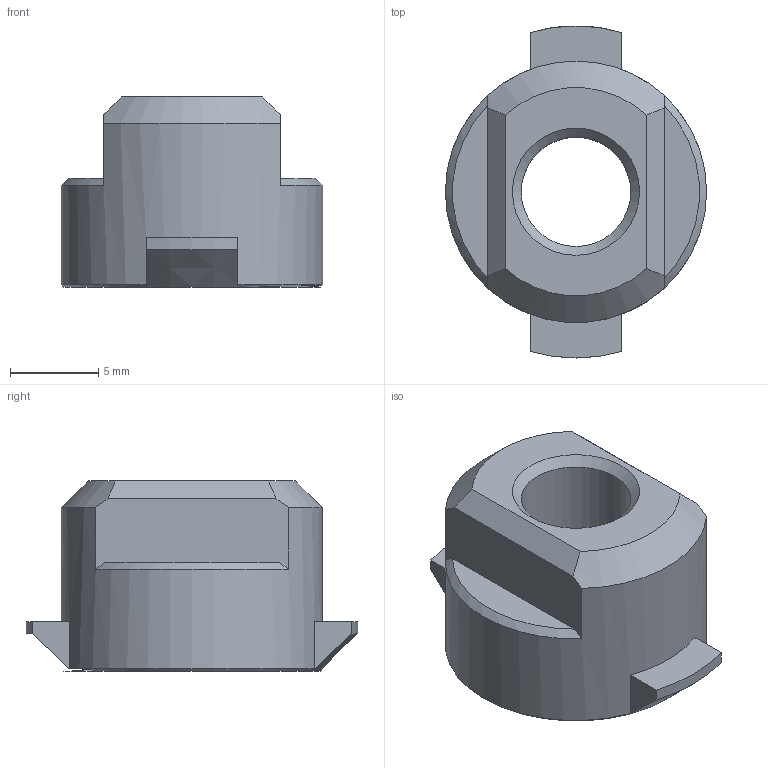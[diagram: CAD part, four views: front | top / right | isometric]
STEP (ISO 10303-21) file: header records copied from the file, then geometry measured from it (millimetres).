
FILE_DESCRIPTION(/* description */ ('','CAx-IF Rec.Pracs.---Representation and Presentation of Product Manufacturing Information (PMI)---4.0---2014-10-13'),/* implementation_level */ '2;1');
FILE_NAME(/* name */ 'Bearing holder motor B.step',/* time_stamp */ '2024-11-30T12:01:16Z',/* author */ (''),/* organization */ (''),/* preprocessor_version */ 'ST-DEVELOPER v20',/* originating_system */ 'Autodesk Translation Framework v13.20.0.188',/* authorisation */ '');
FILE_SCHEMA (('AP242_MANAGED_MODEL_BASED_3D_ENGINEERING_MIM_LF { 1 0 10303 442 1 1 4 }'));
Length unit declared in the file: millimetre
Products named in the file (6): Voron 2.4 Flat; A/B Idlers; B_Drive (1); B_Drive_Top_Bearing_Mount; A_Drive (2); B_Drive_Top_Bearing_Mount_1
Assembly tree (5 placements, depth 4):
  Voron 2.4 Flat
    A/B Idlers
      B_Drive (1)
        B_Drive_Top_Bearing_Mount
      A_Drive (2)
        B_Drive_Top_Bearing_Mount_1
Bounding box: 14.8 x 18.8 x 10.77 mm (x, y, z)
Volume: 1338.5 mm3; surface area: 963.5 mm2
Topology: 1 solids, 1 shells, 25 faces, 67 edges, 44 vertices
Faces by surface type: plane 14, cone 7, cylinder 4
Full cylindrical faces by diameter (mm): 6.2 x1, 14.8 x1
Entity records: 936 total; most frequent: CARTESIAN_POINT 171, DIRECTION 155, ORIENTED_EDGE 134, EDGE_CURVE 67, AXIS2_PLACEMENT_3D 64, VERTEX_POINT 44, EDGE_LOOP 27, LINE 27
